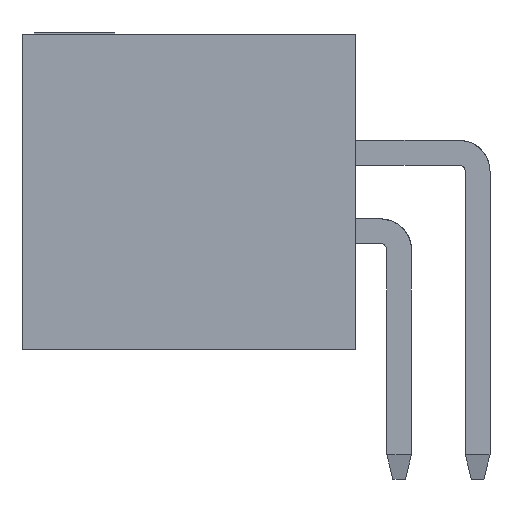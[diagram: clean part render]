
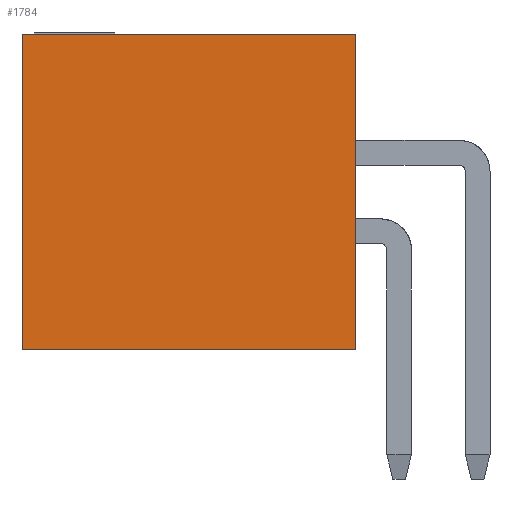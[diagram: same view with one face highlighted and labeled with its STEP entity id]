
A CAD part, left-side view. The second image highlights one B-rep face of the part: STEP entity #1784.
In plain terms, the highlighted free-form (B-spline) face has degree [1, 1] with [2, 2] control points.
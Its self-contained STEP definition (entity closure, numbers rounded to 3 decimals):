
#1784 = ADVANCED_FACE('',(#1785),#1815,.T.);
#1785 = FACE_BOUND('',#1786,.T.);
#1786 = EDGE_LOOP('',(#1787,#1796,#1803,#1810));
#1787 = ORIENTED_EDGE('',*,*,#1788,.F.);
#1788 = EDGE_CURVE('',#1789,#1791,#1793,.T.);
#1789 = VERTEX_POINT('',#1790);
#1790 = CARTESIAN_POINT('',(-6.325,5.4,2.55));
#1791 = VERTEX_POINT('',#1792);
#1792 = CARTESIAN_POINT('',(-6.325,0.,2.55));
#1793 = B_SPLINE_CURVE_WITH_KNOTS('',1,(#1794,#1795),.UNSPECIFIED.,.F.,
  .F.,(2,2),(0.,5.4),.PIECEWISE_BEZIER_KNOTS.);
#1794 = CARTESIAN_POINT('',(-6.325,5.4,2.55));
#1795 = CARTESIAN_POINT('',(-6.325,0.,2.55));
#1796 = ORIENTED_EDGE('',*,*,#1797,.F.);
#1797 = EDGE_CURVE('',#1798,#1789,#1800,.T.);
#1798 = VERTEX_POINT('',#1799);
#1799 = CARTESIAN_POINT('',(-6.325,5.4,-2.55));
#1800 = B_SPLINE_CURVE_WITH_KNOTS('',1,(#1801,#1802),.UNSPECIFIED.,.F.,
  .F.,(2,2),(0.,5.1),.PIECEWISE_BEZIER_KNOTS.);
#1801 = CARTESIAN_POINT('',(-6.325,5.4,-2.55));
#1802 = CARTESIAN_POINT('',(-6.325,5.4,2.55));
#1803 = ORIENTED_EDGE('',*,*,#1804,.F.);
#1804 = EDGE_CURVE('',#1805,#1798,#1807,.T.);
#1805 = VERTEX_POINT('',#1806);
#1806 = CARTESIAN_POINT('',(-6.325,0.,-2.55));
#1807 = B_SPLINE_CURVE_WITH_KNOTS('',1,(#1808,#1809),.UNSPECIFIED.,.F.,
  .F.,(2,2),(0.,5.4),.PIECEWISE_BEZIER_KNOTS.);
#1808 = CARTESIAN_POINT('',(-6.325,0.,-2.55));
#1809 = CARTESIAN_POINT('',(-6.325,5.4,-2.55));
#1810 = ORIENTED_EDGE('',*,*,#1811,.F.);
#1811 = EDGE_CURVE('',#1791,#1805,#1812,.T.);
#1812 = B_SPLINE_CURVE_WITH_KNOTS('',1,(#1813,#1814),.UNSPECIFIED.,.F.,
  .F.,(2,2),(0.,5.1),.PIECEWISE_BEZIER_KNOTS.);
#1813 = CARTESIAN_POINT('',(-6.325,0.,2.55));
#1814 = CARTESIAN_POINT('',(-6.325,0.,-2.55));
#1815 = B_SPLINE_SURFACE_WITH_KNOTS('',1,1,(
    (#1816,#1817)
    ,(#1818,#1819
    )),.UNSPECIFIED.,.F.,.F.,.F.,(2,2),(2,2),(0.,5.1),(0.,5.4),
  .PIECEWISE_BEZIER_KNOTS.);
#1816 = CARTESIAN_POINT('',(-6.325,0.,-2.55));
#1817 = CARTESIAN_POINT('',(-6.325,5.4,-2.55));
#1818 = CARTESIAN_POINT('',(-6.325,0.,2.55));
#1819 = CARTESIAN_POINT('',(-6.325,5.4,2.55));
